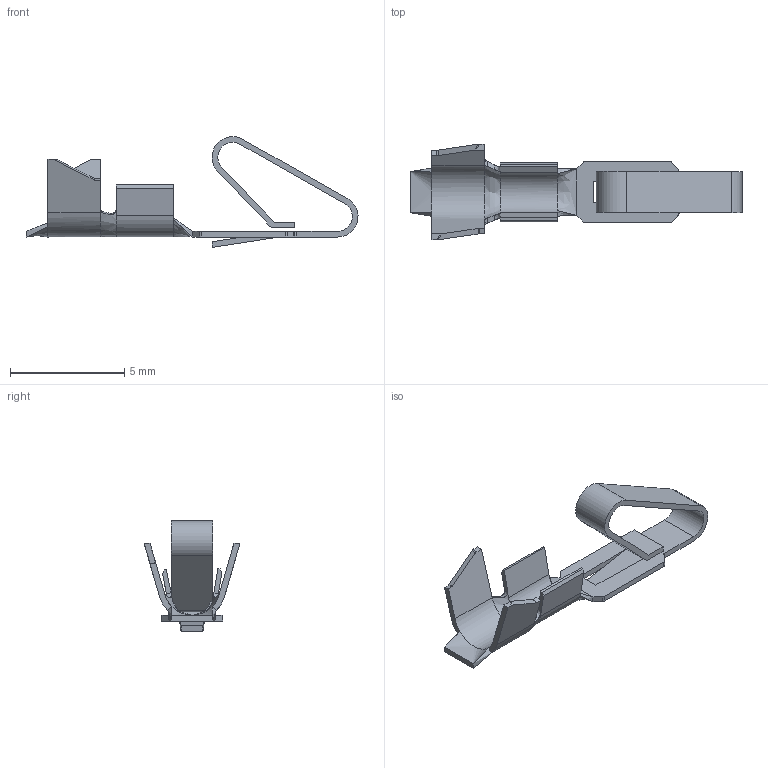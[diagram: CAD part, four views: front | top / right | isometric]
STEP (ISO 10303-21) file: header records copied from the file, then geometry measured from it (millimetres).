
FILE_DESCRIPTION(/* description */ ('Unknown'),/* implementation_level */ '2;1');
FILE_NAME(/* name */ '64500113722DEC',/* time_stamp */ '2018-11-13T17:27:51+01:00',/* author */ ('Unknown'),/* organization */ ('Unknown'),/* preprocessor_version */ 'ST-DEVELOPER v16.7',/* originating_system */ 'DEX',/* authorisation */ $);
FILE_SCHEMA (('AUTOMOTIVE_DESIGN {1 0 10303 214 3 1 1}'));
Length unit declared in the file: millimetre
Products named in the file (2): 64500113722
Assembly tree (1 placements, depth 2):
  64500113722
    64500113722
Bounding box: 14.56 x 4.2 x 4.85 mm (x, y, z)
Volume: 18.4 mm3; surface area: 174.2 mm2
Topology: 1 solids, 1 shells, 96 faces, 262 edges, 168 vertices
Faces by surface type: plane 56, cylinder 24, bspline 16
Entity records: 3430 total; most frequent: CARTESIAN_POINT 1048, ORIENTED_EDGE 524, DIRECTION 433, EDGE_CURVE 262, VERTEX_POINT 168, LINE 167, VECTOR 167, AXIS2_PLACEMENT_3D 133
